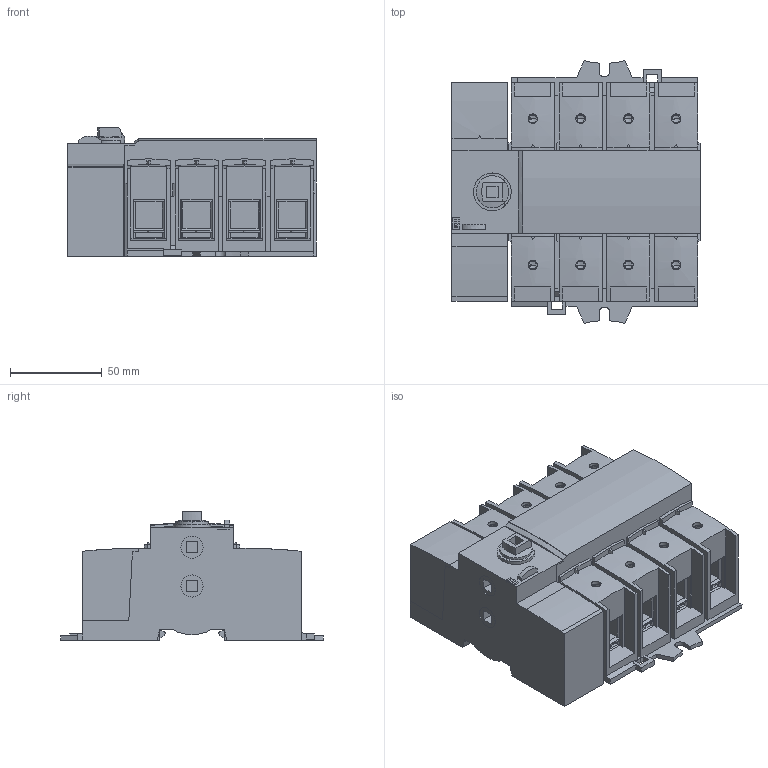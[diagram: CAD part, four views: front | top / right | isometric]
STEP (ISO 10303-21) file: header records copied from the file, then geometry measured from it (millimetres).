
FILE_DESCRIPTION((''),'2;1');
FILE_NAME('22004110_ASM','2024-10-14T09:32:37',('klemen.sitar'),('Audax d.o.o.'),'CREO PARAMETRIC BY PTC INC, 2021304','CREO PARAMETRIC BY PTC INC, 2021304','');
FILE_SCHEMA(('AP242_MANAGED_MODEL_BASED_3D_ENGINEERING_MIM_LF { 1 0 10303 442 1 1 4 }'));
Length unit declared in the file: millimetre
Products named in the file (32): PRT0006_1_1_2_1; PRT0006_1_1_2_2; PRT0006_1_1_2_3; PRT0006_1_1_2_4; PRT0006_1_1_2_5; PRT0006_1_1_2_6; PRT0006_1_2; PRT0006_1_4; PRT0006_1_1_2_ASM; PRT0009_1_1_2_1; PRT0009_1_1_2_2; PRT0009_1_1_2_3; PRT0009_1_1_2_4; PRT0009_1_1_2_5; PRT0009_1_1_2_6; PRT0009_1_2; PRT0009_1_4; PRT0009_1_1_2_ASM; PRT0002_1; PRT0003_1; PRT0005_1; PRT0007_1; PRT0008_1; PART1_1_3_1_1_1; PART1_1_3_1_1_2; PART1_1_3_1_1_3; PART1_1_3_1_1_ASM; LOGO_ASM_1_ASM_1_ASM_1_ASM; ETI_LOGO_6_6X3_5MM_-_WITH_BORDE_ASM; PRT0004_1_1; PRT0004_1_1_2_2; 22004110_ASM
Assembly tree (31 placements, depth 5):
  22004110_ASM
    PRT0006_1_1_2_ASM
      PRT0006_1_1_2_1
      PRT0006_1_1_2_2
      PRT0006_1_1_2_3
      PRT0006_1_1_2_4
      PRT0006_1_1_2_5
      PRT0006_1_1_2_6
      PRT0006_1_2
      PRT0006_1_4
    PRT0009_1_1_2_ASM
      PRT0009_1_1_2_1
      PRT0009_1_1_2_2
      PRT0009_1_1_2_3
      PRT0009_1_1_2_4
      PRT0009_1_1_2_5
      PRT0009_1_1_2_6
      PRT0009_1_2
      PRT0009_1_4
    PRT0002_1
    PRT0003_1
    PRT0005_1
    PRT0007_1
    PRT0008_1
    ETI_LOGO_6_6X3_5MM_-_WITH_BORDE_ASM
      LOGO_ASM_1_ASM_1_ASM_1_ASM
        PART1_1_3_1_1_ASM
          PART1_1_3_1_1_1
          PART1_1_3_1_1_2
          PART1_1_3_1_1_3
    PRT0004_1_1
    PRT0004_1_1_2_2
Bounding box: 135 x 142.91 x 69.9 mm (x, y, z)
Volume: 703861.5 mm3; surface area: 153556.4 mm2
Topology: 26 solids, 28 shells, 1015 faces, 2823 edges, 1863 vertices
Faces by surface type: plane 891, cylinder 95, cone 19, torus 8, extrusion 1, sphere 1
Entity records: 48191 total; most frequent: CARTESIAN_POINT 7271, ORIENTED_EDGE 5614, DIRECTION 5097, PRESENTATION_STYLE_ASSIGNMENT 3117, STYLED_ITEM 3117, CURVE_STYLE 2807, EDGE_CURVE 2807, VECTOR 2407
